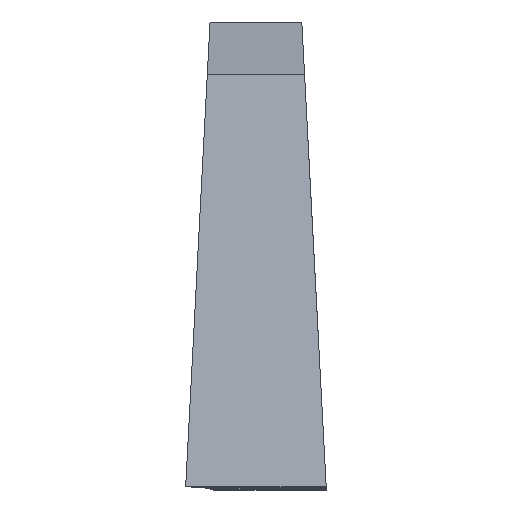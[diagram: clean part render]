
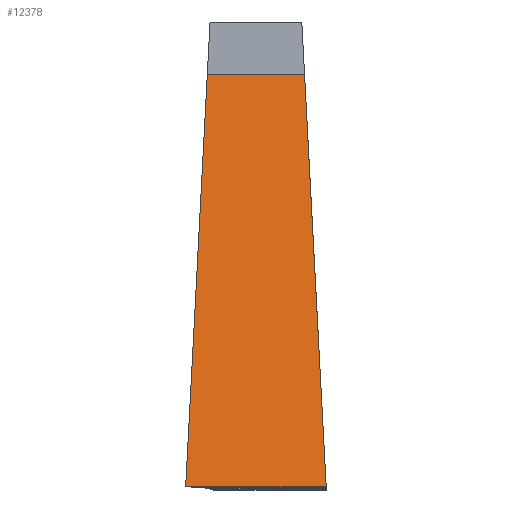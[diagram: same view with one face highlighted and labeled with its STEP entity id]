
A CAD part, left-side view. The second image highlights one B-rep face of the part: STEP entity #12378.
In plain terms, the highlighted planar face has unit normal (-0.988, 0, 0.156).
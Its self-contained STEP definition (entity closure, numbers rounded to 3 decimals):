
#1483=FACE_OUTER_BOUND('',#2172,.T.);
#2172=EDGE_LOOP('',(#11208,#11209,#11210,#11211));
#3391=LINE('',#27036,#4619);
#3402=LINE('',#27057,#4630);
#3403=LINE('',#27059,#4631);
#3404=LINE('',#27060,#4632);
#4619=VECTOR('',#15022,10.);
#4630=VECTOR('',#15039,10.);
#4631=VECTOR('',#15042,10.);
#4632=VECTOR('',#15043,10.);
#5827=VERTEX_POINT('',#27032);
#5829=VERTEX_POINT('',#27035);
#5835=VERTEX_POINT('',#27053);
#5836=VERTEX_POINT('',#27055);
#7630=EDGE_CURVE('',#5827,#5829,#3391,.T.);
#7641=EDGE_CURVE('',#5835,#5836,#3402,.T.);
#7642=EDGE_CURVE('',#5827,#5835,#3403,.T.);
#7643=EDGE_CURVE('',#5829,#5836,#3404,.T.);
#11208=ORIENTED_EDGE('',*,*,#7642,.T.);
#11209=ORIENTED_EDGE('',*,*,#7641,.T.);
#11210=ORIENTED_EDGE('',*,*,#7643,.F.);
#11211=ORIENTED_EDGE('',*,*,#7630,.F.);
#11723=PLANE('',#12871);
#12378=ADVANCED_FACE('',(#1483),#11723,.T.);
#12871=AXIS2_PLACEMENT_3D('',#27058,#15040,#15041);
#15022=DIRECTION('',(0.,1.,0.));
#15039=DIRECTION('',(0.,1.,0.));
#15040=DIRECTION('center_axis',(-0.988,0.,0.156));
#15041=DIRECTION('ref_axis',(0.156,0.,0.988));
#15042=DIRECTION('',(0.156,0.052,0.986));
#15043=DIRECTION('',(0.156,-0.052,0.986));
#27032=CARTESIAN_POINT('',(-247.465,0.012,0.231));
#27035=CARTESIAN_POINT('',(-247.465,9.688,0.231));
#27036=CARTESIAN_POINT('',(-247.465,0.,0.231));
#27053=CARTESIAN_POINT('',(-242.964,1.501,28.646));
#27055=CARTESIAN_POINT('',(-242.964,8.199,28.646));
#27057=CARTESIAN_POINT('',(-242.964,0.,28.646));
#27058=CARTESIAN_POINT('Origin',(-247.465,0.,0.231));
#27059=CARTESIAN_POINT('',(-246.055,0.479,9.13));
#27060=CARTESIAN_POINT('',(-246.016,9.209,9.378));
